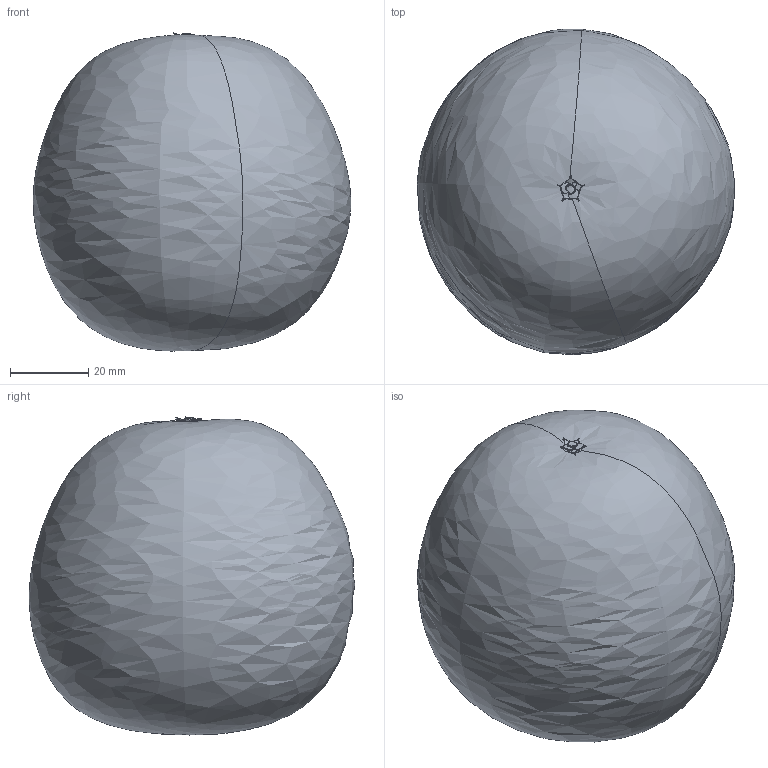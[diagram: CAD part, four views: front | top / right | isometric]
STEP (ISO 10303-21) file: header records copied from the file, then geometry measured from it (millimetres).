
FILE_DESCRIPTION(/* description */ (''),/* implementation_level */ '2;1');
FILE_NAME(/* name */ 'Naranja .step',/* time_stamp */ '2021-04-30T13:29:50-03:00',/* author */ (''),/* organization */ (''),/* preprocessor_version */ 'ST-DEVELOPER v18.1',/* originating_system */ 'Autodesk Translation Framework v10.6.0.1341',/* authorisation */ '');
FILE_SCHEMA (('AUTOMOTIVE_DESIGN { 1 0 10303 214 3 1 1 }'));
Length unit declared in the file: millimetre
Products named in the file (1): Naranja
Bounding box: 81.16 x 83.21 x 81.28 mm (x, y, z)
Volume: 301725.9 mm3; surface area: 21929.8 mm2
Topology: 8 solids, 8 shells, 44 faces, 96 edges, 68 vertices
Faces by surface type: bspline 42, plane 2
Entity records: 12314 total; most frequent: CARTESIAN_POINT 11511, ORIENTED_EDGE 192, EDGE_CURVE 96, B_SPLINE_CURVE_WITH_KNOTS 68, VERTEX_POINT 68, FACE_OUTER_BOUND 44, EDGE_LOOP 44, ADVANCED_FACE 44
